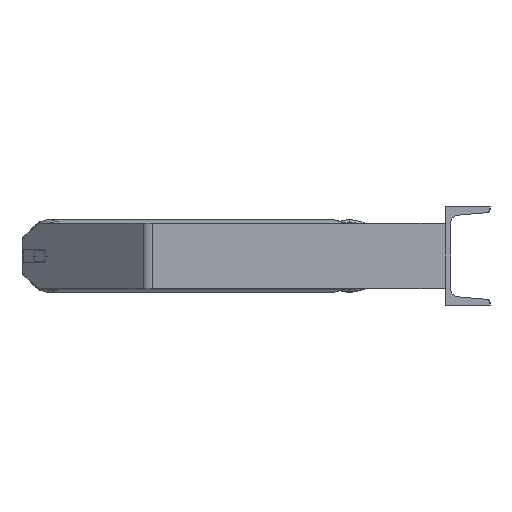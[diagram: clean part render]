
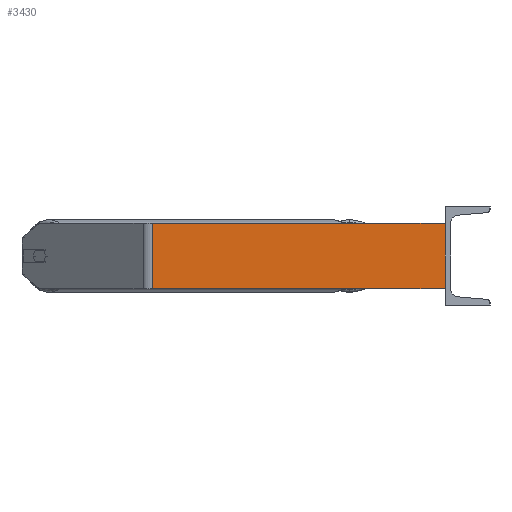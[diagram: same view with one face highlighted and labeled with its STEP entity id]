
A CAD part, left-side view. The second image highlights one B-rep face of the part: STEP entity #3430.
In plain terms, the highlighted planar face has unit normal (-1, 0, 0).
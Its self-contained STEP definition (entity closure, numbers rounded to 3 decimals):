
#644 = CARTESIAN_POINT ( 'NONE',  ( -785., 0., -40. ) ) ;
#698 = EDGE_CURVE ( 'NONE', #4860, #8032, #7625, .T. ) ;
#1441 = CARTESIAN_POINT ( 'NONE',  ( -785., 358.32, 40. ) ) ;
#1569 = LINE ( 'NONE', #1441, #4500 ) ;
#1594 = ORIENTED_EDGE ( 'NONE', *, *, #6422, .F. ) ;
#2047 = LINE ( 'NONE', #8272, #5823 ) ;
#2268 = VECTOR ( 'NONE', #7706, 1000. ) ;
#2564 = CARTESIAN_POINT ( 'NONE',  ( -785., 0., 40. ) ) ;
#3030 = DIRECTION ( 'NONE',  ( 0., 1., 0. ) ) ;
#3093 = CARTESIAN_POINT ( 'NONE',  ( -785., 364.947, -40. ) ) ;
#3130 = LINE ( 'NONE', #3093, #8605 ) ;
#3430 = ADVANCED_FACE ( 'NONE', ( #4080 ), #6866, .F. ) ;
#3480 = EDGE_CURVE ( 'NONE', #4772, #7834, #1569, .T. ) ;
#3961 = ORIENTED_EDGE ( 'NONE', *, *, #7891, .T. ) ;
#4080 = FACE_OUTER_BOUND ( 'NONE', #8624, .T. ) ;
#4127 = DIRECTION ( 'NONE',  ( 1., 0., 0. ) ) ;
#4157 = CARTESIAN_POINT ( 'NONE',  ( -785., 0., 40. ) ) ;
#4174 = CARTESIAN_POINT ( 'NONE',  ( -785., 364.947, 40. ) ) ;
#4215 = DIRECTION ( 'NONE',  ( 0., 0., -1. ) ) ;
#4321 = CARTESIAN_POINT ( 'NONE',  ( -785., 358.32, 40. ) ) ;
#4500 = VECTOR ( 'NONE', #4215, 1000. ) ;
#4772 = VERTEX_POINT ( 'NONE', #4321 ) ;
#4860 = VERTEX_POINT ( 'NONE', #2564 ) ;
#5025 = ORIENTED_EDGE ( 'NONE', *, *, #3480, .T. ) ;
#5823 = VECTOR ( 'NONE', #6960, 1000. ) ;
#5870 = DIRECTION ( 'NONE',  ( 0., -1., 0. ) ) ;
#6221 = AXIS2_PLACEMENT_3D ( 'NONE', #4174, #4127, #3030 ) ;
#6422 = EDGE_CURVE ( 'NONE', #4772, #4860, #2047, .T. ) ;
#6866 = PLANE ( 'NONE',  #6221 ) ;
#6960 = DIRECTION ( 'NONE',  ( 0., -1., 0. ) ) ;
#7625 = LINE ( 'NONE', #4157, #2268 ) ;
#7706 = DIRECTION ( 'NONE',  ( 0., 0., -1. ) ) ;
#7834 = VERTEX_POINT ( 'NONE', #8682 ) ;
#7891 = EDGE_CURVE ( 'NONE', #7834, #8032, #3130, .T. ) ;
#8032 = VERTEX_POINT ( 'NONE', #644 ) ;
#8272 = CARTESIAN_POINT ( 'NONE',  ( -785., 364.947, 40. ) ) ;
#8605 = VECTOR ( 'NONE', #5870, 1000. ) ;
#8621 = ORIENTED_EDGE ( 'NONE', *, *, #698, .F. ) ;
#8624 = EDGE_LOOP ( 'NONE', ( #3961, #8621, #1594, #5025 ) ) ;
#8682 = CARTESIAN_POINT ( 'NONE',  ( -785., 358.32, -40. ) ) ;
